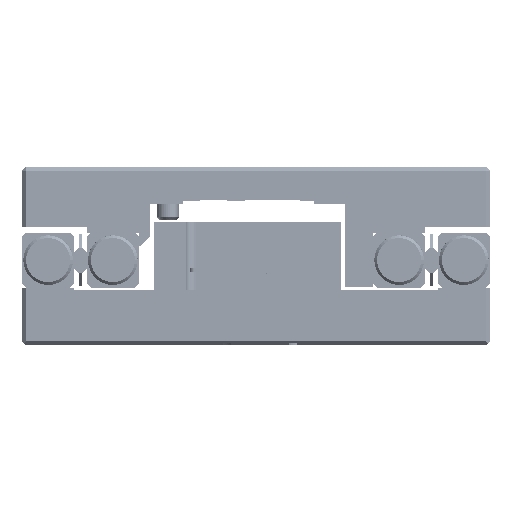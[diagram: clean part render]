
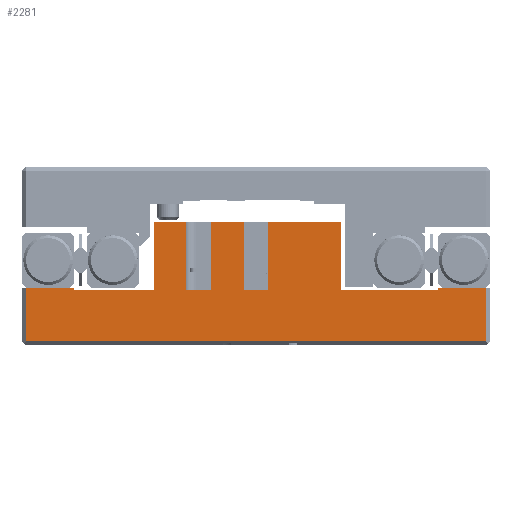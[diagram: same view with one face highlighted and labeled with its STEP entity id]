
A CAD part, left-side view. The second image highlights one B-rep face of the part: STEP entity #2281.
In plain terms, the highlighted planar face has unit normal (-1, 0, 0).
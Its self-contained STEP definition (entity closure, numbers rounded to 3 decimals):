
#2281=ADVANCED_FACE('',(#3433),#3015,.F.);
#3015=PLANE('',#13270);
#3433=FACE_OUTER_BOUND('',#3841,.T.);
#3841=EDGE_LOOP('',(#4973,#4974,#4975,#4976,#4977,#4978,#4979,#4980,#4981,
#4982,#4983,#4984,#4985,#4986,#4987,#4988,#4989,#4990,#4991,#4992));
#4973=ORIENTED_EDGE('',*,*,#9572,.F.);
#4974=ORIENTED_EDGE('',*,*,#9573,.T.);
#4975=ORIENTED_EDGE('',*,*,#9574,.T.);
#4976=ORIENTED_EDGE('',*,*,#9575,.T.);
#4977=ORIENTED_EDGE('',*,*,#9576,.F.);
#4978=ORIENTED_EDGE('',*,*,#9577,.F.);
#4979=ORIENTED_EDGE('',*,*,#9578,.F.);
#4980=ORIENTED_EDGE('',*,*,#9579,.F.);
#4981=ORIENTED_EDGE('',*,*,#9580,.F.);
#4982=ORIENTED_EDGE('',*,*,#9581,.T.);
#4983=ORIENTED_EDGE('',*,*,#9582,.T.);
#4984=ORIENTED_EDGE('',*,*,#9583,.T.);
#4985=ORIENTED_EDGE('',*,*,#9584,.F.);
#4986=ORIENTED_EDGE('',*,*,#9585,.T.);
#4987=ORIENTED_EDGE('',*,*,#9586,.T.);
#4988=ORIENTED_EDGE('',*,*,#9587,.T.);
#4989=ORIENTED_EDGE('',*,*,#9588,.F.);
#4990=ORIENTED_EDGE('',*,*,#9589,.F.);
#4991=ORIENTED_EDGE('',*,*,#9590,.F.);
#4992=ORIENTED_EDGE('',*,*,#9591,.F.);
#8351=VERTEX_POINT('',#18109);
#8352=VERTEX_POINT('',#18110);
#8353=VERTEX_POINT('',#18112);
#8354=VERTEX_POINT('',#18114);
#8355=VERTEX_POINT('',#18116);
#8356=VERTEX_POINT('',#18118);
#8357=VERTEX_POINT('',#18120);
#8358=VERTEX_POINT('',#18122);
#8359=VERTEX_POINT('',#18124);
#8360=VERTEX_POINT('',#18126);
#8361=VERTEX_POINT('',#18128);
#8362=VERTEX_POINT('',#18130);
#8363=VERTEX_POINT('',#18132);
#8364=VERTEX_POINT('',#18134);
#8365=VERTEX_POINT('',#18136);
#8366=VERTEX_POINT('',#18138);
#8367=VERTEX_POINT('',#18140);
#8368=VERTEX_POINT('',#18142);
#8369=VERTEX_POINT('',#18144);
#8370=VERTEX_POINT('',#18146);
#9572=EDGE_CURVE('',#8351,#8352,#11261,.T.);
#9573=EDGE_CURVE('',#8351,#8353,#11262,.T.);
#9574=EDGE_CURVE('',#8353,#8354,#11263,.T.);
#9575=EDGE_CURVE('',#8354,#8355,#11264,.T.);
#9576=EDGE_CURVE('',#8356,#8355,#11265,.T.);
#9577=EDGE_CURVE('',#8357,#8356,#11266,.T.);
#9578=EDGE_CURVE('',#8358,#8357,#11267,.T.);
#9579=EDGE_CURVE('',#8359,#8358,#11268,.T.);
#9580=EDGE_CURVE('',#8360,#8359,#11269,.T.);
#9581=EDGE_CURVE('',#8360,#8361,#11270,.T.);
#9582=EDGE_CURVE('',#8361,#8362,#11271,.T.);
#9583=EDGE_CURVE('',#8362,#8363,#11272,.T.);
#9584=EDGE_CURVE('',#8364,#8363,#11273,.T.);
#9585=EDGE_CURVE('',#8364,#8365,#11274,.T.);
#9586=EDGE_CURVE('',#8365,#8366,#11275,.T.);
#9587=EDGE_CURVE('',#8366,#8367,#11276,.T.);
#9588=EDGE_CURVE('',#8368,#8367,#11277,.T.);
#9589=EDGE_CURVE('',#8369,#8368,#11278,.T.);
#9590=EDGE_CURVE('',#8370,#8369,#11279,.T.);
#9591=EDGE_CURVE('',#8352,#8370,#11280,.T.);
#11261=LINE('',#18108,#12265);
#11262=LINE('',#18111,#12266);
#11263=LINE('',#18113,#12267);
#11264=LINE('',#18115,#12268);
#11265=LINE('',#18117,#12269);
#11266=LINE('',#18119,#12270);
#11267=LINE('',#18121,#12271);
#11268=LINE('',#18123,#12272);
#11269=LINE('',#18125,#12273);
#11270=LINE('',#18127,#12274);
#11271=LINE('',#18129,#12275);
#11272=LINE('',#18131,#12276);
#11273=LINE('',#18133,#12277);
#11274=LINE('',#18135,#12278);
#11275=LINE('',#18137,#12279);
#11276=LINE('',#18139,#12280);
#11277=LINE('',#18141,#12281);
#11278=LINE('',#18143,#12282);
#11279=LINE('',#18145,#12283);
#11280=LINE('',#18147,#12284);
#12265=VECTOR('',#14549,1.);
#12266=VECTOR('',#14550,1.);
#12267=VECTOR('',#14551,1.);
#12268=VECTOR('',#14552,1.);
#12269=VECTOR('',#14553,1.);
#12270=VECTOR('',#14554,1.);
#12271=VECTOR('',#14555,1.);
#12272=VECTOR('',#14556,1.);
#12273=VECTOR('',#14557,1.);
#12274=VECTOR('',#14558,1.);
#12275=VECTOR('',#14559,1.);
#12276=VECTOR('',#14560,1.);
#12277=VECTOR('',#14561,1.);
#12278=VECTOR('',#14562,1.);
#12279=VECTOR('',#14563,1.);
#12280=VECTOR('',#14564,1.);
#12281=VECTOR('',#14565,1.);
#12282=VECTOR('',#14566,1.);
#12283=VECTOR('',#14567,1.);
#12284=VECTOR('',#14568,1.);
#13270=AXIS2_PLACEMENT_3D('',#18148,#14569,#14570);
#14549=DIRECTION('',(0.,-1.,0.));
#14550=DIRECTION('',(0.,0.,-1.));
#14551=DIRECTION('',(0.,-1.,0.));
#14552=DIRECTION('',(0.,0.,1.));
#14553=DIRECTION('',(0.,-1.,0.));
#14554=DIRECTION('',(0.,0.,1.));
#14555=DIRECTION('',(0.,-1.,0.));
#14556=DIRECTION('',(0.,0.,-1.));
#14557=DIRECTION('',(0.,-1.,0.));
#14558=DIRECTION('',(0.,0.,-1.));
#14559=DIRECTION('',(0.,1.,0.));
#14560=DIRECTION('',(0.,0.,1.));
#14561=DIRECTION('',(0.,-1.,0.));
#14562=DIRECTION('',(0.,0.,-1.));
#14563=DIRECTION('',(0.,1.,0.));
#14564=DIRECTION('',(0.,0.,1.));
#14565=DIRECTION('',(0.,-1.,0.));
#14566=DIRECTION('',(0.,0.,1.));
#14567=DIRECTION('',(0.,-1.,0.));
#14568=DIRECTION('',(0.,0.,-1.));
#14569=DIRECTION('',(1.,0.,0.));
#14570=DIRECTION('',(0.,0.,-1.));
#18108=CARTESIAN_POINT('',(-30.,17.,4.2));
#18109=CARTESIAN_POINT('',(-30.,16.7,4.2));
#18110=CARTESIAN_POINT('',(-30.,13.2,4.2));
#18111=CARTESIAN_POINT('',(-30.,16.7,0.));
#18112=CARTESIAN_POINT('',(-30.,16.7,0.3));
#18113=CARTESIAN_POINT('',(-30.,0.,0.3));
#18114=CARTESIAN_POINT('',(-30.,-16.7,0.3));
#18115=CARTESIAN_POINT('',(-30.,-16.7,0.));
#18116=CARTESIAN_POINT('',(-30.,-16.7,4.2));
#18117=CARTESIAN_POINT('',(-30.,-13.2,4.2));
#18118=CARTESIAN_POINT('',(-30.,-13.2,4.2));
#18119=CARTESIAN_POINT('',(-30.,-13.2,4.));
#18120=CARTESIAN_POINT('',(-30.,-13.2,4.));
#18121=CARTESIAN_POINT('',(-30.,-6.2,4.));
#18122=CARTESIAN_POINT('',(-30.,-6.2,4.));
#18123=CARTESIAN_POINT('',(-30.,-6.2,9.));
#18124=CARTESIAN_POINT('',(-30.,-6.2,9.));
#18125=CARTESIAN_POINT('',(-30.,7.4,9.));
#18126=CARTESIAN_POINT('',(-30.,-0.9,9.));
#18127=CARTESIAN_POINT('',(-30.,-0.9,9.5));
#18128=CARTESIAN_POINT('',(-30.,-0.9,4.));
#18129=CARTESIAN_POINT('',(-30.,0.9,4.));
#18130=CARTESIAN_POINT('',(-30.,0.9,4.));
#18131=CARTESIAN_POINT('',(-30.,0.9,9.5));
#18132=CARTESIAN_POINT('',(-30.,0.9,9.));
#18133=CARTESIAN_POINT('',(-30.,7.4,9.));
#18134=CARTESIAN_POINT('',(-30.,3.3,9.));
#18135=CARTESIAN_POINT('',(-30.,3.3,9.5));
#18136=CARTESIAN_POINT('',(-30.,3.3,4.));
#18137=CARTESIAN_POINT('',(-30.,5.1,4.));
#18138=CARTESIAN_POINT('',(-30.,5.1,4.));
#18139=CARTESIAN_POINT('',(-30.,5.1,9.5));
#18140=CARTESIAN_POINT('',(-30.,5.1,9.));
#18141=CARTESIAN_POINT('',(-30.,7.4,9.));
#18142=CARTESIAN_POINT('',(-30.,7.4,9.));
#18143=CARTESIAN_POINT('',(-30.,7.4,4.));
#18144=CARTESIAN_POINT('',(-30.,7.4,4.));
#18145=CARTESIAN_POINT('',(-30.,13.2,4.));
#18146=CARTESIAN_POINT('',(-30.,13.2,4.));
#18147=CARTESIAN_POINT('',(-30.,13.2,4.2));
#18148=CARTESIAN_POINT('',(-30.,0.,0.));
